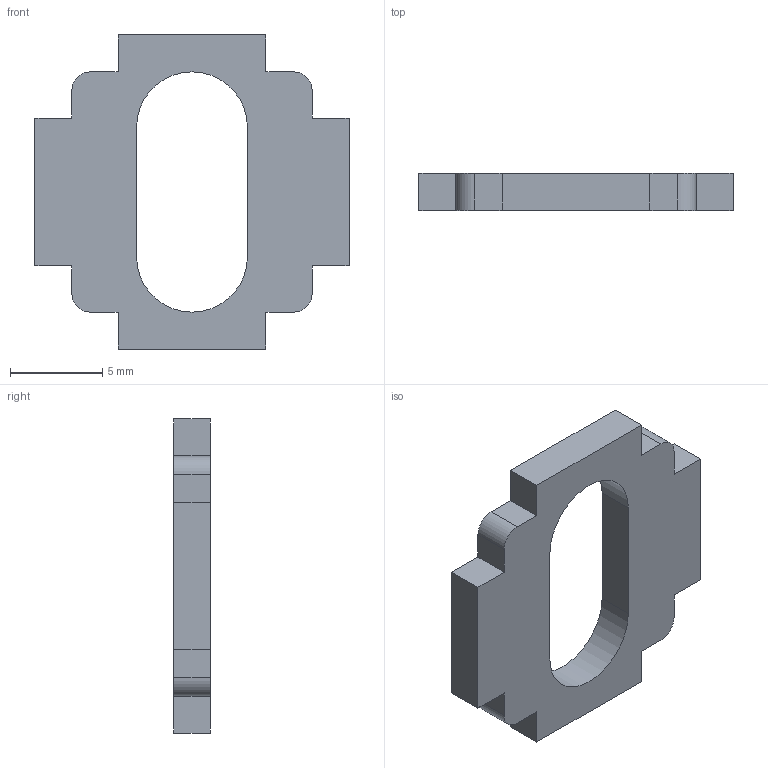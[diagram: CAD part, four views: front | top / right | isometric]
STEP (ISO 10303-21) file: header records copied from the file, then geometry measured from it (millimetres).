
FILE_DESCRIPTION(/* description */ (''),/* implementation_level */ '2;1');
FILE_NAME(/* name */ 'reference_magnet_lid.stp',/* time_stamp */ '2025-11-29T06:13:23-03:00',/* author */ ('Carla Fernandez'),/* organization */ (''),/* preprocessor_version */ 'ST-DEVELOPER v20.1',/* originating_system */ 'Autodesk Inventor 2026',/* authorisation */ '');
FILE_SCHEMA (('AUTOMOTIVE_DESIGN { 1 0 10303 214 3 1 1 }'));
Length unit declared in the file: millimetre
Products named in the file (1): reference_magnet_lid
Bounding box: 17 x 2 x 17 mm (x, y, z)
Volume: 323.7 mm3; surface area: 522 mm2
Topology: 1 solids, 1 shells, 30 faces, 84 edges, 56 vertices
Faces by surface type: plane 24, cylinder 6
Entity records: 1007 total; most frequent: CARTESIAN_POINT 171, ORIENTED_EDGE 168, DIRECTION 158, EDGE_CURVE 84, LINE 72, VECTOR 72, VERTEX_POINT 56, AXIS2_PLACEMENT_3D 43
